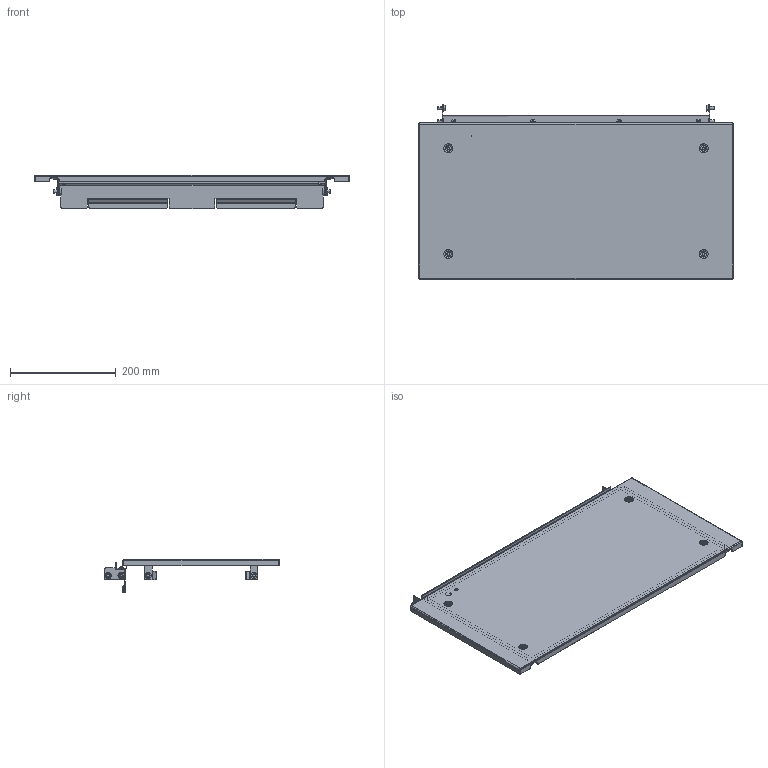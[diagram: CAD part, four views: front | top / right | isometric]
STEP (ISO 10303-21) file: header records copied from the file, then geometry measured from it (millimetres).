
FILE_DESCRIPTION (( 'STEP AP214' ), '1' );
FILE_NAME ('YKM40D-FO-PWS-030-060-54 FORMAT Ôàëüø_ïàíåëü âíåøíÿÿ 300õ600ìì IP54 (2øò_êîìïë) IEK.STEP', '2022-05-30T11:37:32', ( '' ), ( '' ), 'SwSTEP 2.0', 'SolidWorks 2017', '' );
FILE_SCHEMA (( 'AUTOMOTIVE_DESIGN' ));
Length unit declared in the file: millimetre
Products named in the file (1): YKM40D-FO-PWS-030-060-54 FORMAT Ôàëüø_ïàíåëü âíåøíÿÿ 300õ600ìì IP54 (2øò_êîìïë) IEK
Bounding box: 595 x 330.5 x 63.1 mm (x, y, z)
Volume: 422412 mm3; surface area: 574190.6 mm2
Topology: 38 solids, 38 shells, 1675 faces, 4129 edges, 2560 vertices
Faces by surface type: plane 872, cylinder 561, cone 146, bspline 68, torus 20, sphere 8
Entity records: 75539 total; most frequent: CARTESIAN_POINT 17561, ORIENTED_EDGE 8250, DIRECTION 8141, EDGE_CURVE 4125, AXIS2_PLACEMENT_3D 2904, VERTEX_POINT 2560, LINE 2333, VECTOR 2333
